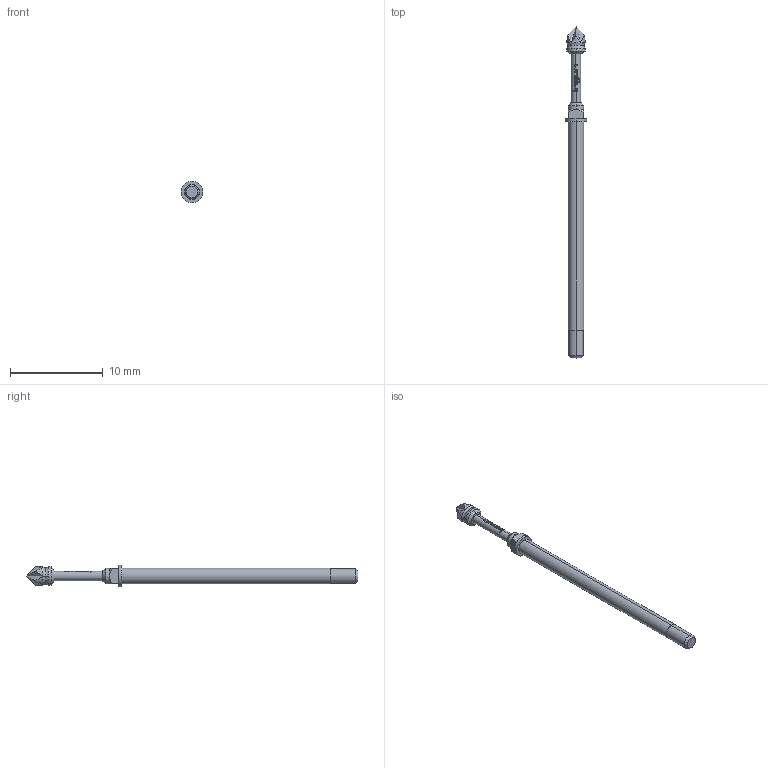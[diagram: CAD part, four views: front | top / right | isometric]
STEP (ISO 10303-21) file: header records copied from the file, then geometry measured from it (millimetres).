
FILE_DESCRIPTION (( 'STEP AP203' ), '1' );
FILE_NAME ('INGUN_HSS-118_317_200_A_xx02_M.STEP', '2022-02-02T16:09:20', ( 'ochi' ), ( '' ), 'SwSTEP 2.0', 'SolidWorks 2018', '' );
FILE_SCHEMA (( 'CONFIG_CONTROL_DESIGN' ));
Length unit declared in the file: millimetre
Products named in the file (1): INGUN_HSS-118_317_200_A_xx02_M
Bounding box: 2.3 x 35.8 x 2.3 mm (x, y, z)
Volume: 69.5 mm3; surface area: 185.2 mm2
Topology: 1 solids, 1 shells, 140 faces, 372 edges, 238 vertices
Faces by surface type: plane 64, cylinder 38, bspline 22, cone 12, torus 4
Entity records: 5396 total; most frequent: CARTESIAN_POINT 2385, ORIENTED_EDGE 744, DIRECTION 411, EDGE_CURVE 372, B_SPLINE_CURVE_WITH_KNOTS 242, VERTEX_POINT 238, AXIS2_PLACEMENT_3D 174, EDGE_LOOP 144
